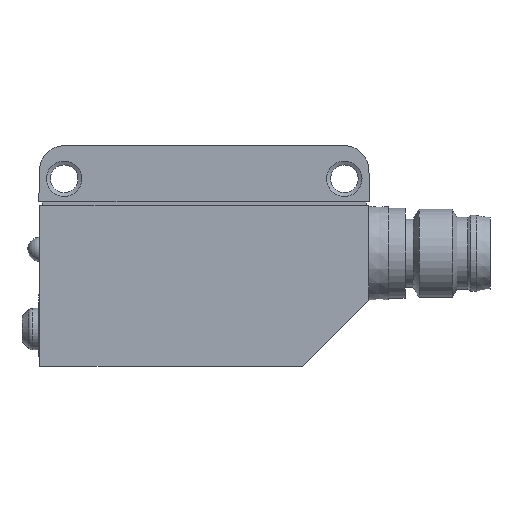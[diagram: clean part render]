
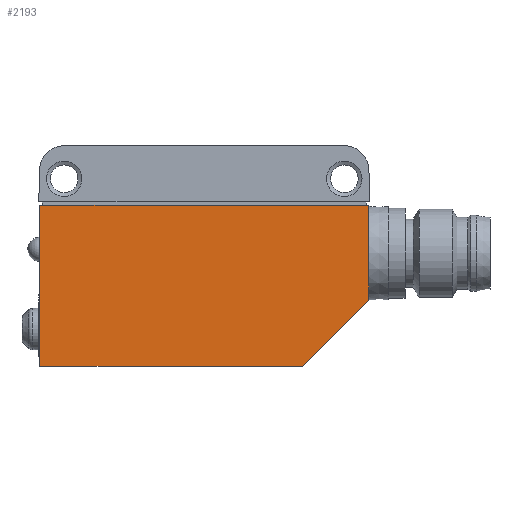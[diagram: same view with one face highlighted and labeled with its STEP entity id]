
A CAD part, left-side view. The second image highlights one B-rep face of the part: STEP entity #2193.
In plain terms, the highlighted planar face has unit normal (-1, 0, -0.009).
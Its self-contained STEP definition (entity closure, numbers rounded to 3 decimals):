
#323=FACE_OUTER_BOUND('',#466,.T.);
#466=EDGE_LOOP('',(#1676,#1677,#1678,#1679,#1680));
#626=LINE('',#3538,#781);
#628=LINE('',#3543,#783);
#631=LINE('',#3551,#786);
#634=LINE('',#3557,#789);
#639=LINE('',#3577,#794);
#781=VECTOR('',#2880,1.);
#783=VECTOR('',#2886,1.);
#786=VECTOR('',#2895,1.);
#789=VECTOR('',#2902,1.);
#794=VECTOR('',#2927,29.4);
#948=VERTEX_POINT('',#3535);
#949=VERTEX_POINT('',#3537);
#950=VERTEX_POINT('',#3542);
#952=VERTEX_POINT('',#3550);
#953=VERTEX_POINT('',#3556);
#1197=EDGE_CURVE('',#948,#949,#626,.T.);
#1199=EDGE_CURVE('',#950,#949,#628,.T.);
#1203=EDGE_CURVE('',#952,#950,#631,.T.);
#1206=EDGE_CURVE('',#952,#953,#634,.T.);
#1215=EDGE_CURVE('',#948,#953,#639,.T.);
#1676=ORIENTED_EDGE('',*,*,#1199,.T.);
#1677=ORIENTED_EDGE('',*,*,#1197,.F.);
#1678=ORIENTED_EDGE('',*,*,#1215,.T.);
#1679=ORIENTED_EDGE('',*,*,#1206,.F.);
#1680=ORIENTED_EDGE('',*,*,#1203,.T.);
#1970=PLANE('',#2414);
#2193=ADVANCED_FACE('',(#323),#1970,.T.);
#2414=AXIS2_PLACEMENT_3D('',#3576,#2925,#2926);
#2880=DIRECTION('',(0.009,0.,-1.));
#2886=DIRECTION('',(-0.006,-0.707,0.707));
#2895=DIRECTION('',(0.,-1.,0.));
#2902=DIRECTION('',(-0.009,0.,1.));
#2925=DIRECTION('center_axis',(-1.,0.,-0.009));
#2926=DIRECTION('ref_axis',(-0.009,0.,1.));
#2927=DIRECTION('',(0.,1.,0.));
#3535=CARTESIAN_POINT('',(-5.3,-14.9,-5.5));
#3537=CARTESIAN_POINT('',(-5.225,-14.9,-14.1));
#3538=CARTESIAN_POINT('',(-5.347,-14.9,-0.1));
#3542=CARTESIAN_POINT('',(-5.173,-8.9,-20.1));
#3543=CARTESIAN_POINT('',(-5.095,0.,-29.));
#3550=CARTESIAN_POINT('',(-5.173,14.9,-20.1));
#3551=CARTESIAN_POINT('',(-5.173,0.,-20.1));
#3556=CARTESIAN_POINT('',(-5.3,14.9,-5.5));
#3557=CARTESIAN_POINT('',(-5.347,14.9,-0.1));
#3576=CARTESIAN_POINT('Origin',(-5.3,0.,-5.5));
#3577=CARTESIAN_POINT('',(-5.3,-14.7,-5.5));
